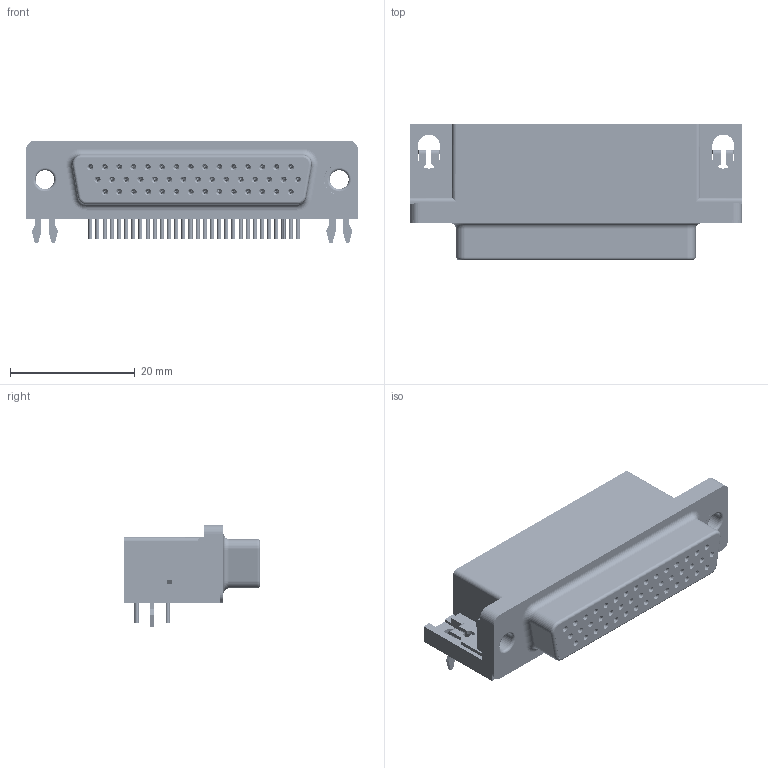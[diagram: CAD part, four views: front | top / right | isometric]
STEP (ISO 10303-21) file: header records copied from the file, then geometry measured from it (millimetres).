
FILE_DESCRIPTION(/* description */ ('Unknown'),/* implementation_level */ '2;1');
FILE_NAME(/* name */ '618044325223',/* time_stamp */ '2018-11-12T09:54:22+01:00',/* author */ ('Unknown'),/* organization */ ('Unknown'),/* preprocessor_version */ 'ST-DEVELOPER v16.7',/* originating_system */ 'DEX',/* authorisation */ $);
FILE_SCHEMA (('AUTOMOTIVE_DESIGN {1 0 10303 214 3 1 1}'));
Length unit declared in the file: millimetre
Products named in the file (9): 6180xx325223; 6180443xxx23_Housing; 6180443xxx23; 6180xx3xxx23_Serrage; 6180xx3xxx23_Clip; 6180xx3xxx23_PIN_BIS; 6180xx3xxx23_PIN; 6180xx3xxx23_PIN_REBIS; 6180443xxx23_Passage
Assembly tree (51 placements, depth 2):
  6180xx325223
    6180443xxx23_Housing
    6180443xxx23
    6180xx3xxx23_Serrage  x2
    6180xx3xxx23_Clip  x2
    6180xx3xxx23_PIN_BIS  x14
    6180xx3xxx23_PIN  x15
    6180xx3xxx23_PIN_REBIS  x15
    6180443xxx23_Passage
Bounding box: 53.13 x 21.8 x 16.45 mm (x, y, z)
Volume: 7088 mm3; surface area: 19132.1 mm2
Topology: 51 solids, 51 shells, 6012 faces, 15368 edges, 9501 vertices
Faces by surface type: plane 3240, cylinder 1038, bspline 704, cone 574, torus 456
Full cylindrical faces by diameter (mm): 0.7 x44, 1.4 x44, 3 x2, 4 x8
Entity records: 48582 total; most frequent: CARTESIAN_POINT 10251, ORIENTED_EDGE 7772, DIRECTION 7517, EDGE_CURVE 3886, LINE 3175, VECTOR 3175, VERTEX_POINT 2553, AXIS2_PLACEMENT_3D 2171
